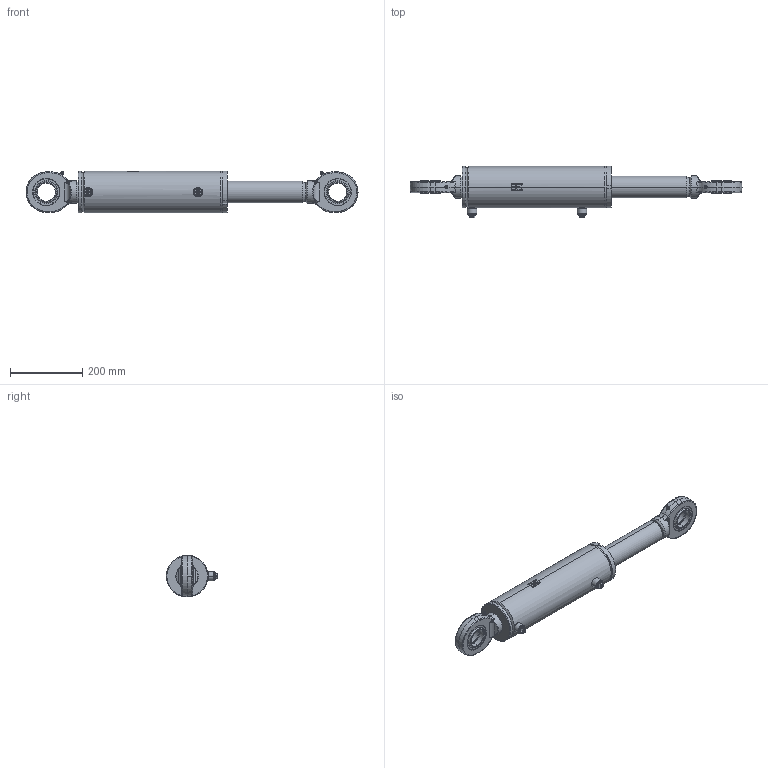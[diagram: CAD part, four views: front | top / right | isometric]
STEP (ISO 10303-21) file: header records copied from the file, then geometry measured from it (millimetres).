
FILE_DESCRIPTION (( 'STEP AP214' ), '1' );
FILE_NAME ('CFGCY0079548-Cylinder.step', '2026-03-05T10:31:24', ( 'Kramp IT' ), ( 'Kramp' ), 'SwSTEP 2.0', 'SolidWorks 2025', '' );
FILE_SCHEMA (( 'AUTOMOTIVE_DESIGN' ));
Length unit declared in the file: millimetre
Products named in the file (19): MATE-AID; Tube-WA_Simplified; DC3910001; DS2910004VM_Simplified; SP06M; DS2910004_Simplified; Tube_Simplified; Rod-WA_Simplified; DS2910013060VM_Simplified; CFGCY0079548-Cylinder; Tube-MA_Simplified; LSN06E; GK50DO; Rod_Simplified; GK50DO-EC; DS2910013060_Simplified; DS2909015; GK50DO-RD
Assembly tree (20 placements, depth 4):
  MATE-AID
  CFGCY0079548-Cylinder
    Tube-WA_Simplified
      Tube-MA_Simplified
        Tube_Simplified
        LSN06E
      LSN06E
      DC3910001
        DC3910001
      GK50DO-EC
        GK50DO
    Rod-WA_Simplified
      Rod_Simplified
      GK50DO-RD
        GK50DO
    DS2910013060VM_Simplified
      DS2910013060_Simplified
    DS2910004VM_Simplified
      DS2910004_Simplified
    DS2909015
    SP06M  x2
Bounding box: 917 x 142 x 115.66 mm (x, y, z)
Volume: 4295257.1 mm3; surface area: 647154 mm2
Topology: 20 solids, 20 shells, 654 faces, 1532 edges, 930 vertices
Faces by surface type: cylinder 201, plane 189, cone 128, bspline 112, torus 24
Entity records: 18802 total; most frequent: CARTESIAN_POINT 9198, DIRECTION 1973, ORIENTED_EDGE 1840, EDGE_CURVE 920, AXIS2_PLACEMENT_3D 800, VERTEX_POINT 570, EDGE_LOOP 464, CIRCLE 421
